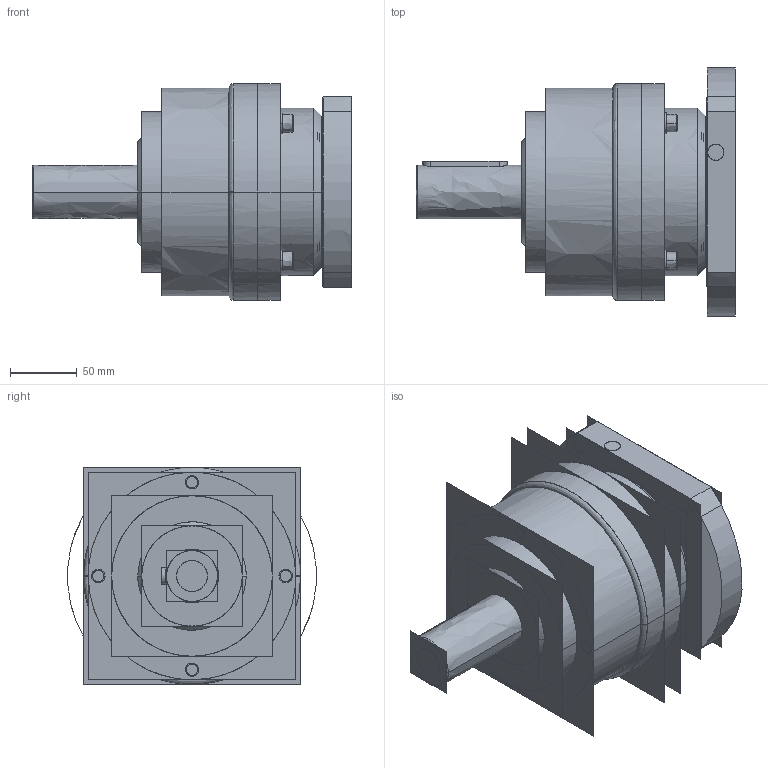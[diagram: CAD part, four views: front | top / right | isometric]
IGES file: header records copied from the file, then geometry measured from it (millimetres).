
Start section:  PTC IGES file: ae1551-p0403500401.igs
Global section: file name: ae1551-p0403500401.igs; native system: Pro/ENGINEER by Parametric Technology Corporation; preprocessor: 2006170; author: d00080; organization: Unknown; date: 20080911.155602; units: millimetre
Bounding box: 239 x 185.57 x 162.11 mm (x, y, z)
Surface area: 677604 mm2 (no closed solid volume)
Topology: 0 solids, 0 shells, 768 faces, 4860 edges, 4840 vertices
Faces by surface type: bspline 768
